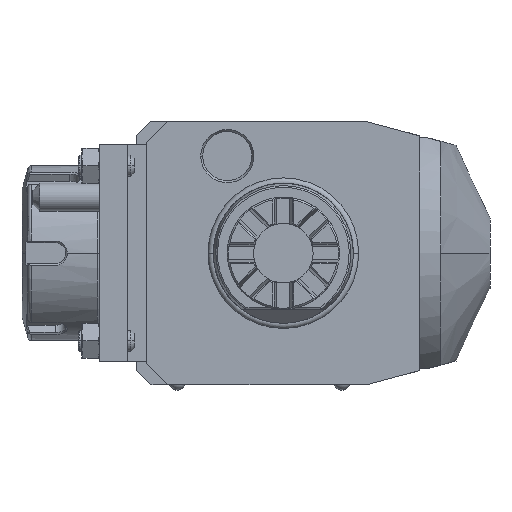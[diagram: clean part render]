
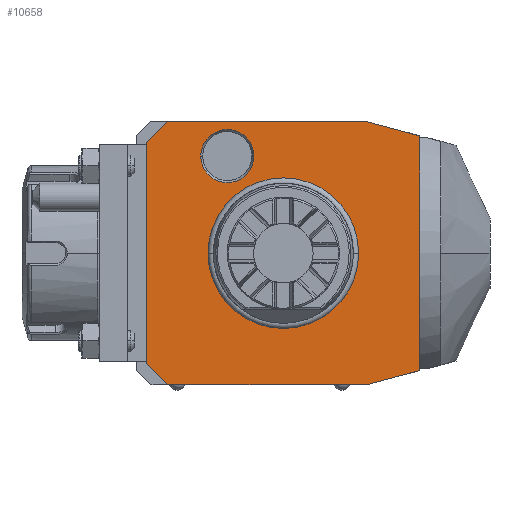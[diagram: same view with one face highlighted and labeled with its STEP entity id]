
A CAD part, front view. The second image highlights one B-rep face of the part: STEP entity #10658.
In plain terms, the highlighted planar face has unit normal (0, -1, 0).
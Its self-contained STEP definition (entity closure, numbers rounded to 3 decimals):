
#1=DIRECTION('',(-0.966,0.,0.259));
#2=VECTOR('',#1,15.529);
#3=CARTESIAN_POINT('',(39.,0.,33.481));
#4=LINE('',#3,#2);
#5=DIRECTION('',(0.,0.,1.));
#6=VECTOR('',#5,66.962);
#7=CARTESIAN_POINT('',(39.,0.,-33.481));
#8=LINE('',#7,#6);
#9=DIRECTION('',(0.966,0.,0.259));
#10=VECTOR('',#9,15.529);
#11=CARTESIAN_POINT('',(24.,0.,-37.5));
#12=LINE('',#11,#10);
#13=DIRECTION('',(1.,0.,0.));
#14=VECTOR('',#13,57.);
#15=CARTESIAN_POINT('',(-33.,0.,-37.5));
#16=LINE('',#15,#14);
#17=DIRECTION('',(0.707,0.,-0.707));
#18=VECTOR('',#17,8.485);
#19=CARTESIAN_POINT('',(-39.,0.,-31.5));
#20=LINE('',#19,#18);
#21=DIRECTION('',(0.,0.,-1.));
#22=VECTOR('',#21,63.);
#23=CARTESIAN_POINT('',(-39.,0.,31.5));
#24=LINE('',#23,#22);
#25=DIRECTION('',(-0.707,0.,-0.707));
#26=VECTOR('',#25,8.485);
#27=CARTESIAN_POINT('',(-33.,0.,37.5));
#28=LINE('',#27,#26);
#29=DIRECTION('',(-1.,0.,0.));
#30=VECTOR('',#29,57.);
#31=CARTESIAN_POINT('',(24.,0.,37.5));
#32=LINE('',#31,#30);
#33=CARTESIAN_POINT('',(-16.,0.,27.713));
#34=DIRECTION('',(0.,1.,0.));
#35=DIRECTION('',(1.,0.,0.));
#36=AXIS2_PLACEMENT_3D('',#33,#34,#35);
#38=CARTESIAN_POINT('',(-16.,0.,27.713));
#39=DIRECTION('',(0.,1.,0.));
#40=DIRECTION('',(-1.,0.,0.));
#41=AXIS2_PLACEMENT_3D('',#38,#39,#40);
#6875=CARTESIAN_POINT('',(0.,0.,0.));
#6876=DIRECTION('',(0.,-1.,0.));
#6877=DIRECTION('',(1.,0.,0.));
#6878=AXIS2_PLACEMENT_3D('',#6875,#6876,#6877);
#6880=CARTESIAN_POINT('',(0.,0.,0.));
#6881=DIRECTION('',(0.,-1.,0.));
#6882=DIRECTION('',(-1.,0.,0.));
#6883=AXIS2_PLACEMENT_3D('',#6880,#6881,#6882);
#9579=CARTESIAN_POINT('',(-8.423,0.,
27.713));
#9580=CARTESIAN_POINT('',(-23.577,0.,
27.713));
#9581=VERTEX_POINT('',#9579);
#9582=VERTEX_POINT('',#9580);
#10435=CARTESIAN_POINT('',(39.,0.,33.481));
#10436=CARTESIAN_POINT('',(24.,0.,37.5));
#10437=VERTEX_POINT('',#10435);
#10438=VERTEX_POINT('',#10436);
#10439=CARTESIAN_POINT('',(-33.,0.,37.5));
#10440=VERTEX_POINT('',#10439);
#10441=CARTESIAN_POINT('',(-39.,0.,31.5));
#10442=VERTEX_POINT('',#10441);
#10443=CARTESIAN_POINT('',(-39.,0.,-31.5));
#10444=VERTEX_POINT('',#10443);
#10445=CARTESIAN_POINT('',(-33.,0.,-37.5));
#10446=VERTEX_POINT('',#10445);
#10447=CARTESIAN_POINT('',(24.,0.,-37.5));
#10448=VERTEX_POINT('',#10447);
#10449=CARTESIAN_POINT('',(39.,0.,-33.481));
#10450=VERTEX_POINT('',#10449);
#10515=CARTESIAN_POINT('',(21.137,0.,0.));
#10516=CARTESIAN_POINT('',(-21.137,0.,0.));
#10517=VERTEX_POINT('',#10515);
#10518=VERTEX_POINT('',#10516);
#10623=CARTESIAN_POINT('',(0.,0.,0.));
#10624=DIRECTION('',(0.,-1.,0.));
#10625=DIRECTION('',(-1.,0.,0.));
#10626=AXIS2_PLACEMENT_3D('',#10623,#10624,#10625);
#10627=PLANE('',#10626);
#10629=ORIENTED_EDGE('',*,*,#10628,.F.);
#10631=ORIENTED_EDGE('',*,*,#10630,.F.);
#10633=ORIENTED_EDGE('',*,*,#10632,.F.);
#10635=ORIENTED_EDGE('',*,*,#10634,.F.);
#10637=ORIENTED_EDGE('',*,*,#10636,.F.);
#10639=ORIENTED_EDGE('',*,*,#10638,.F.);
#10641=ORIENTED_EDGE('',*,*,#10640,.F.);
#10643=ORIENTED_EDGE('',*,*,#10642,.F.);
#10644=EDGE_LOOP('',(#10629,#10631,#10633,#10635,#10637,#10639,#10641,#10643));
#10645=FACE_OUTER_BOUND('',#10644,.F.);
#10647=ORIENTED_EDGE('',*,*,#10646,.T.);
#10649=ORIENTED_EDGE('',*,*,#10648,.T.);
#10650=EDGE_LOOP('',(#10647,#10649));
#10651=FACE_BOUND('',#10650,.F.);
#10653=ORIENTED_EDGE('',*,*,#10652,.F.);
#10655=ORIENTED_EDGE('',*,*,#10654,.F.);
#10656=EDGE_LOOP('',(#10653,#10655));
#10657=FACE_BOUND('',#10656,.F.);
#37=CIRCLE('',#36,7.577);
#42=CIRCLE('',#41,7.577);
#6879=CIRCLE('',#6878,21.137);
#6884=CIRCLE('',#6883,21.137);
#10628=EDGE_CURVE('',#10437,#10438,#4,.T.);
#10630=EDGE_CURVE('',#10450,#10437,#8,.T.);
#10632=EDGE_CURVE('',#10448,#10450,#12,.T.);
#10634=EDGE_CURVE('',#10446,#10448,#16,.T.);
#10636=EDGE_CURVE('',#10444,#10446,#20,.T.);
#10638=EDGE_CURVE('',#10442,#10444,#24,.T.);
#10640=EDGE_CURVE('',#10440,#10442,#28,.T.);
#10642=EDGE_CURVE('',#10438,#10440,#32,.T.);
#10646=EDGE_CURVE('',#10517,#10518,#6879,.T.);
#10648=EDGE_CURVE('',#10518,#10517,#6884,.T.);
#10652=EDGE_CURVE('',#9581,#9582,#37,.T.);
#10654=EDGE_CURVE('',#9582,#9581,#42,.T.);
#10658=ADVANCED_FACE('',(#10645,#10651,#10657),#10627,.T.);
